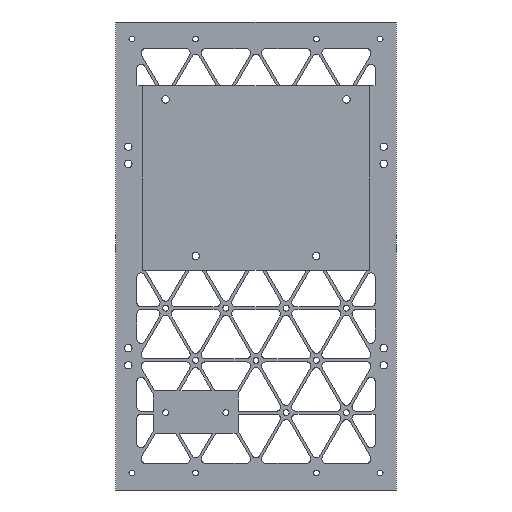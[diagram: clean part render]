
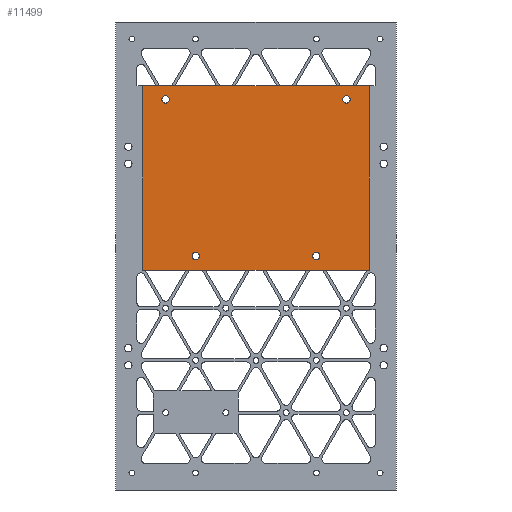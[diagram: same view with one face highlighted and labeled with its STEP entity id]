
A CAD part, left-side view. The second image highlights one B-rep face of the part: STEP entity #11499.
In plain terms, the highlighted face is planar.
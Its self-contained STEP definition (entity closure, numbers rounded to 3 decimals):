
#11499 = ADVANCED_FACE('',(#11500,#11534,#11554,#11574,#11594),#11614,
  .T.);
#11500 = FACE_BOUND('',#11501,.T.);
#11501 = EDGE_LOOP('',(#11502,#11512,#11520,#11528));
#11502 = ORIENTED_EDGE('',*,*,#11503,.F.);
#11503 = EDGE_CURVE('',#11504,#11506,#11508,.T.);
#11504 = VERTEX_POINT('',#11505);
#11505 = CARTESIAN_POINT('',(-80.,10.,5.));
#11506 = VERTEX_POINT('',#11507);
#11507 = CARTESIAN_POINT('',(80.,10.,5.));
#11508 = LINE('',#11509,#11510);
#11509 = CARTESIAN_POINT('',(0.,10.,5.));
#11510 = VECTOR('',#11511,1.);
#11511 = DIRECTION('',(1.,0.,0.));
#11512 = ORIENTED_EDGE('',*,*,#11513,.F.);
#11513 = EDGE_CURVE('',#11514,#11504,#11516,.T.);
#11514 = VERTEX_POINT('',#11515);
#11515 = CARTESIAN_POINT('',(-80.,-120.,5.));
#11516 = LINE('',#11517,#11518);
#11517 = CARTESIAN_POINT('',(-80.,-55.,5.));
#11518 = VECTOR('',#11519,1.);
#11519 = DIRECTION('',(0.,1.,0.));
#11520 = ORIENTED_EDGE('',*,*,#11521,.F.);
#11521 = EDGE_CURVE('',#11522,#11514,#11524,.T.);
#11522 = VERTEX_POINT('',#11523);
#11523 = CARTESIAN_POINT('',(80.,-120.,5.));
#11524 = LINE('',#11525,#11526);
#11525 = CARTESIAN_POINT('',(0.,-120.,5.));
#11526 = VECTOR('',#11527,1.);
#11527 = DIRECTION('',(-1.,0.,0.));
#11528 = ORIENTED_EDGE('',*,*,#11529,.F.);
#11529 = EDGE_CURVE('',#11506,#11522,#11530,.T.);
#11530 = LINE('',#11531,#11532);
#11531 = CARTESIAN_POINT('',(80.,-55.,5.));
#11532 = VECTOR('',#11533,1.);
#11533 = DIRECTION('',(0.,-1.,0.));
#11534 = FACE_BOUND('',#11535,.T.);
#11535 = EDGE_LOOP('',(#11536,#11547));
#11536 = ORIENTED_EDGE('',*,*,#11537,.F.);
#11537 = EDGE_CURVE('',#11538,#11540,#11542,.T.);
#11538 = VERTEX_POINT('',#11539);
#11539 = CARTESIAN_POINT('',(39.9,0.,5.));
#11540 = VERTEX_POINT('',#11541);
#11541 = CARTESIAN_POINT('',(45.1,0.,5.));
#11542 = CIRCLE('',#11543,2.6);
#11543 = AXIS2_PLACEMENT_3D('',#11544,#11545,#11546);
#11544 = CARTESIAN_POINT('',(42.5,0.,5.));
#11545 = DIRECTION('',(0.,0.,1.));
#11546 = DIRECTION('',(1.,0.,-0.));
#11547 = ORIENTED_EDGE('',*,*,#11548,.F.);
#11548 = EDGE_CURVE('',#11540,#11538,#11549,.T.);
#11549 = CIRCLE('',#11550,2.6);
#11550 = AXIS2_PLACEMENT_3D('',#11551,#11552,#11553);
#11551 = CARTESIAN_POINT('',(42.5,0.,5.));
#11552 = DIRECTION('',(0.,0.,1.));
#11553 = DIRECTION('',(1.,0.,-0.));
#11554 = FACE_BOUND('',#11555,.T.);
#11555 = EDGE_LOOP('',(#11556,#11567));
#11556 = ORIENTED_EDGE('',*,*,#11557,.F.);
#11557 = EDGE_CURVE('',#11558,#11560,#11562,.T.);
#11558 = VERTEX_POINT('',#11559);
#11559 = CARTESIAN_POINT('',(61.15,-110.418,5.));
#11560 = VERTEX_POINT('',#11561);
#11561 = CARTESIAN_POINT('',(66.35,-110.418,5.));
#11562 = CIRCLE('',#11563,2.6);
#11563 = AXIS2_PLACEMENT_3D('',#11564,#11565,#11566);
#11564 = CARTESIAN_POINT('',(63.75,-110.418,5.));
#11565 = DIRECTION('',(0.,0.,1.));
#11566 = DIRECTION('',(1.,0.,-0.));
#11567 = ORIENTED_EDGE('',*,*,#11568,.F.);
#11568 = EDGE_CURVE('',#11560,#11558,#11569,.T.);
#11569 = CIRCLE('',#11570,2.6);
#11570 = AXIS2_PLACEMENT_3D('',#11571,#11572,#11573);
#11571 = CARTESIAN_POINT('',(63.75,-110.418,5.));
#11572 = DIRECTION('',(0.,0.,1.));
#11573 = DIRECTION('',(1.,0.,-0.));
#11574 = FACE_BOUND('',#11575,.T.);
#11575 = EDGE_LOOP('',(#11576,#11587));
#11576 = ORIENTED_EDGE('',*,*,#11577,.F.);
#11577 = EDGE_CURVE('',#11578,#11580,#11582,.T.);
#11578 = VERTEX_POINT('',#11579);
#11579 = CARTESIAN_POINT('',(-45.1,0.,5.));
#11580 = VERTEX_POINT('',#11581);
#11581 = CARTESIAN_POINT('',(-39.9,0.,5.));
#11582 = CIRCLE('',#11583,2.6);
#11583 = AXIS2_PLACEMENT_3D('',#11584,#11585,#11586);
#11584 = CARTESIAN_POINT('',(-42.5,0.,5.));
#11585 = DIRECTION('',(0.,0.,1.));
#11586 = DIRECTION('',(1.,0.,-0.));
#11587 = ORIENTED_EDGE('',*,*,#11588,.F.);
#11588 = EDGE_CURVE('',#11580,#11578,#11589,.T.);
#11589 = CIRCLE('',#11590,2.6);
#11590 = AXIS2_PLACEMENT_3D('',#11591,#11592,#11593);
#11591 = CARTESIAN_POINT('',(-42.5,0.,5.));
#11592 = DIRECTION('',(0.,0.,1.));
#11593 = DIRECTION('',(1.,0.,-0.));
#11594 = FACE_BOUND('',#11595,.T.);
#11595 = EDGE_LOOP('',(#11596,#11607));
#11596 = ORIENTED_EDGE('',*,*,#11597,.F.);
#11597 = EDGE_CURVE('',#11598,#11600,#11602,.T.);
#11598 = VERTEX_POINT('',#11599);
#11599 = CARTESIAN_POINT('',(-61.15,-110.418,5.));
#11600 = VERTEX_POINT('',#11601);
#11601 = CARTESIAN_POINT('',(-66.35,-110.418,5.));
#11602 = CIRCLE('',#11603,2.6);
#11603 = AXIS2_PLACEMENT_3D('',#11604,#11605,#11606);
#11604 = CARTESIAN_POINT('',(-63.75,-110.418,5.));
#11605 = DIRECTION('',(0.,0.,1.));
#11606 = DIRECTION('',(1.,0.,-0.));
#11607 = ORIENTED_EDGE('',*,*,#11608,.F.);
#11608 = EDGE_CURVE('',#11600,#11598,#11609,.T.);
#11609 = CIRCLE('',#11610,2.6);
#11610 = AXIS2_PLACEMENT_3D('',#11611,#11612,#11613);
#11611 = CARTESIAN_POINT('',(-63.75,-110.418,5.));
#11612 = DIRECTION('',(0.,0.,1.));
#11613 = DIRECTION('',(1.,0.,-0.));
#11614 = PLANE('',#11615);
#11615 = AXIS2_PLACEMENT_3D('',#11616,#11617,#11618);
#11616 = CARTESIAN_POINT('',(0.,0.,5.));
#11617 = DIRECTION('',(0.,0.,1.));
#11618 = DIRECTION('',(1.,0.,-0.));
